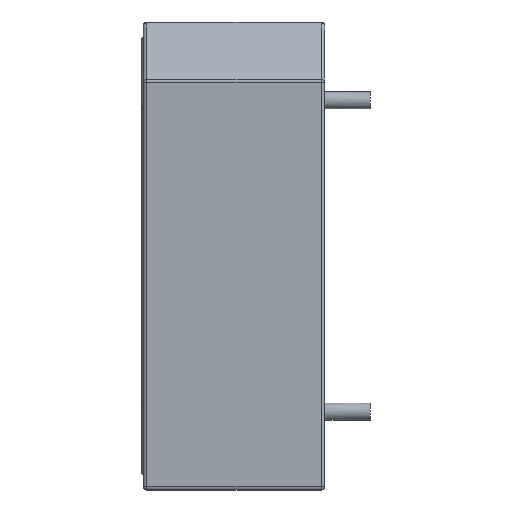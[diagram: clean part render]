
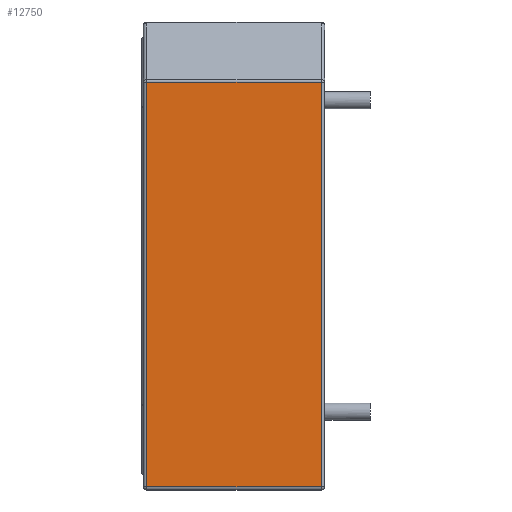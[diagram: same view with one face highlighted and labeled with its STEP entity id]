
A CAD part, left-side view. The second image highlights one B-rep face of the part: STEP entity #12750.
In plain terms, the highlighted planar face has unit normal (-1, 0, 0).
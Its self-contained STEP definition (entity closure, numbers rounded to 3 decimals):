
#38 = FACE_OUTER_BOUND ( 'NONE', #5773, .T. ) ;
#1548 = CARTESIAN_POINT ( 'NONE',  ( -12., 0.3, -23.9 ) ) ;
#2279 = VECTOR ( 'NONE', #10167, 1000. ) ;
#2785 = CARTESIAN_POINT ( 'NONE',  ( -12., 11.03, -23.9 ) ) ;
#3533 = CARTESIAN_POINT ( 'NONE',  ( -12., 11.23, 1.117 ) ) ;
#3893 = ORIENTED_EDGE ( 'NONE', *, *, #8587, .T. ) ;
#5583 = CARTESIAN_POINT ( 'NONE',  ( -12., 11.23, -23.9 ) ) ;
#5717 = VERTEX_POINT ( 'NONE', #21989 ) ;
#5773 = EDGE_LOOP ( 'NONE', ( #10994, #3893, #18282, #10007 ) ) ;
#6591 = EDGE_CURVE ( 'NONE', #13847, #5717, #7752, .T. ) ;
#6817 = CARTESIAN_POINT ( 'NONE',  ( -12., 11.23, -23.7 ) ) ;
#7752 = LINE ( 'NONE', #2785, #10264 ) ;
#8587 = EDGE_CURVE ( 'NONE', #18559, #15106, #15149, .T. ) ;
#10007 = ORIENTED_EDGE ( 'NONE', *, *, #6591, .T. ) ;
#10167 = DIRECTION ( 'NONE',  ( 0., 0., 1. ) ) ;
#10264 = VECTOR ( 'NONE', #14899, 1000. ) ;
#10361 = LINE ( 'NONE', #3533, #20728 ) ;
#10774 = CARTESIAN_POINT ( 'NONE',  ( -12., 0.3, 1.117 ) ) ;
#10994 = ORIENTED_EDGE ( 'NONE', *, *, #15512, .T. ) ;
#11958 = DIRECTION ( 'NONE',  ( 0., -1., 0. ) ) ;
#12167 = DIRECTION ( 'NONE',  ( 0., 1., 0. ) ) ;
#12750 = ADVANCED_FACE ( 'NONE', ( #38 ), #14230, .F. ) ;
#13277 = CARTESIAN_POINT ( 'NONE',  ( -12., 11.03, 1.117 ) ) ;
#13370 = AXIS2_PLACEMENT_3D ( 'NONE', #5583, #22350, #13896 ) ;
#13847 = VERTEX_POINT ( 'NONE', #13277 ) ;
#13896 = DIRECTION ( 'NONE',  ( 0., 0., -1. ) ) ;
#14230 = PLANE ( 'NONE',  #13370 ) ;
#14515 = CARTESIAN_POINT ( 'NONE',  ( -12., 0.3, -23.7 ) ) ;
#14899 = DIRECTION ( 'NONE',  ( 0., 0., -1. ) ) ;
#15026 = LINE ( 'NONE', #6817, #16387 ) ;
#15106 = VERTEX_POINT ( 'NONE', #10774 ) ;
#15149 = LINE ( 'NONE', #1548, #2279 ) ;
#15512 = EDGE_CURVE ( 'NONE', #5717, #18559, #15026, .T. ) ;
#16387 = VECTOR ( 'NONE', #11958, 1000. ) ;
#18282 = ORIENTED_EDGE ( 'NONE', *, *, #21971, .T. ) ;
#18559 = VERTEX_POINT ( 'NONE', #14515 ) ;
#20728 = VECTOR ( 'NONE', #12167, 1000. ) ;
#21971 = EDGE_CURVE ( 'NONE', #15106, #13847, #10361, .T. ) ;
#21989 = CARTESIAN_POINT ( 'NONE',  ( -12., 11.03, -23.7 ) ) ;
#22350 = DIRECTION ( 'NONE',  ( 1., 0., 0. ) ) ;
